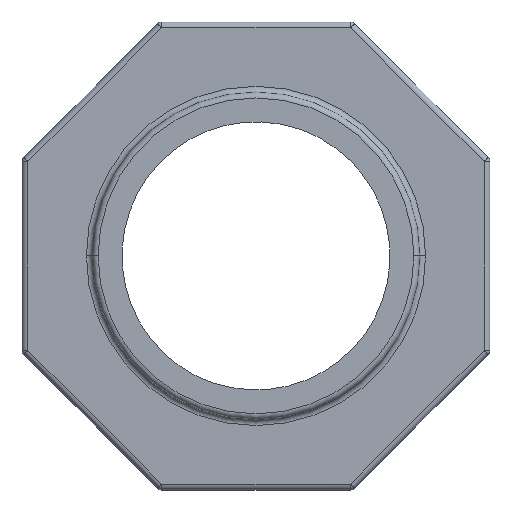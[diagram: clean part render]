
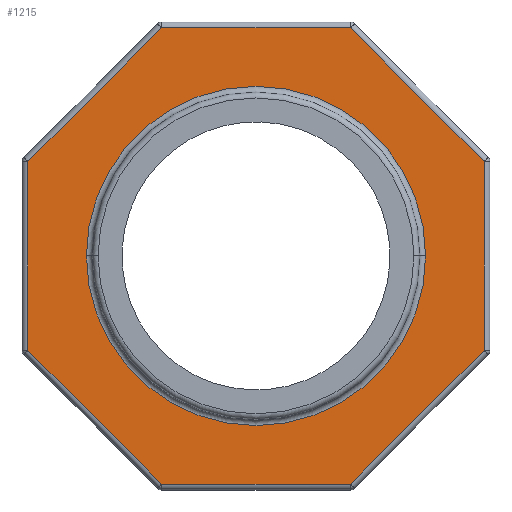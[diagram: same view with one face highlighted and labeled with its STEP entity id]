
A CAD part, top view. The second image highlights one B-rep face of the part: STEP entity #1215.
In plain terms, the highlighted planar face has unit normal (0, 0, 1).
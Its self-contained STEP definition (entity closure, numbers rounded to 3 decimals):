
#939=CARTESIAN_POINT('Vertex',(-16.154,-39.,45.)) ;
#1104=CARTESIAN_POINT('Vertex',(16.154,-39.,45.)) ;
#1130=CARTESIAN_POINT('Axis2P3D Location',(0.,0.,45.)) ;
#1135=CARTESIAN_POINT('Line Origine',(0.,39.,45.)) ;
#1139=CARTESIAN_POINT('Vertex',(16.154,39.,45.)) ;
#1141=CARTESIAN_POINT('Vertex',(-16.154,39.,45.)) ;
#1144=CARTESIAN_POINT('Line Origine',(-27.577,27.577,45.)) ;
#1148=CARTESIAN_POINT('Vertex',(-39.,16.154,45.)) ;
#1151=CARTESIAN_POINT('Line Origine',(-39.,0.,45.)) ;
#1155=CARTESIAN_POINT('Vertex',(-39.,-16.154,45.)) ;
#1158=CARTESIAN_POINT('Line Origine',(-27.577,-27.577,45.)) ;
#1163=CARTESIAN_POINT('Line Origine',(0.,-39.,45.)) ;
#1168=CARTESIAN_POINT('Line Origine',(27.577,-27.577,45.)) ;
#1172=CARTESIAN_POINT('Vertex',(39.,-16.154,45.)) ;
#1175=CARTESIAN_POINT('Line Origine',(39.,0.,45.)) ;
#1179=CARTESIAN_POINT('Vertex',(39.,16.154,45.)) ;
#1182=CARTESIAN_POINT('Line Origine',(27.577,27.577,45.)) ;
#1197=CARTESIAN_POINT('Axis2P3D Location',(0.,0.,45.)) ;
#1201=CARTESIAN_POINT('Vertex',(-29.,0.,45.)) ;
#1203=CARTESIAN_POINT('Vertex',(29.,0.,45.)) ;
#1206=CARTESIAN_POINT('Axis2P3D Location',(0.,0.,45.)) ;
#1131=DIRECTION('Axis2P3D Direction',(0.,0.,1.)) ;
#1132=DIRECTION('Axis2P3D XDirection',(1.,0.,0.)) ;
#1136=DIRECTION('Vector Direction',(1.,0.,0.)) ;
#1145=DIRECTION('Vector Direction',(0.707,0.707,0.)) ;
#1152=DIRECTION('Vector Direction',(0.,-1.,0.)) ;
#1159=DIRECTION('Vector Direction',(-0.707,0.707,0.)) ;
#1164=DIRECTION('Vector Direction',(-1.,0.,0.)) ;
#1169=DIRECTION('Vector Direction',(-0.707,-0.707,0.)) ;
#1176=DIRECTION('Vector Direction',(0.,1.,0.)) ;
#1183=DIRECTION('Vector Direction',(0.707,-0.707,0.)) ;
#1198=DIRECTION('Axis2P3D Direction',(0.,0.,1.)) ;
#1207=DIRECTION('Axis2P3D Direction',(0.,0.,1.)) ;
#1133=AXIS2_PLACEMENT_3D('Plane Axis2P3D',#1130,#1131,#1132) ;
#1199=AXIS2_PLACEMENT_3D('Circle Axis2P3D',#1197,#1198,$) ;
#1208=AXIS2_PLACEMENT_3D('Circle Axis2P3D',#1206,#1207,$) ;
#1188=ORIENTED_EDGE('',*,*,#1143,.T.) ;
#1189=ORIENTED_EDGE('',*,*,#1150,.T.) ;
#1190=ORIENTED_EDGE('',*,*,#1157,.T.) ;
#1191=ORIENTED_EDGE('',*,*,#1162,.T.) ;
#1192=ORIENTED_EDGE('',*,*,#1167,.T.) ;
#1193=ORIENTED_EDGE('',*,*,#1174,.T.) ;
#1194=ORIENTED_EDGE('',*,*,#1181,.T.) ;
#1195=ORIENTED_EDGE('',*,*,#1186,.T.) ;
#1212=ORIENTED_EDGE('',*,*,#1205,.T.) ;
#1213=ORIENTED_EDGE('',*,*,#1210,.T.) ;
#1214=FACE_BOUND('',#1211,.T.) ;
#1137=VECTOR('Line Direction',#1136,1.) ;
#1146=VECTOR('Line Direction',#1145,1.) ;
#1153=VECTOR('Line Direction',#1152,1.) ;
#1160=VECTOR('Line Direction',#1159,1.) ;
#1165=VECTOR('Line Direction',#1164,1.) ;
#1170=VECTOR('Line Direction',#1169,1.) ;
#1177=VECTOR('Line Direction',#1176,1.) ;
#1184=VECTOR('Line Direction',#1183,1.) ;
#1215=ADVANCED_FACE('PartBody',(#1196,#1214),#1134,.T.) ;
#1200=CIRCLE('generated circle',#1199,29.) ;
#1209=CIRCLE('generated circle',#1208,29.) ;
#1143=EDGE_CURVE('',#1140,#1142,#1138,.F.) ;
#1150=EDGE_CURVE('',#1142,#1149,#1147,.F.) ;
#1157=EDGE_CURVE('',#1149,#1156,#1154,.T.) ;
#1162=EDGE_CURVE('',#1156,#940,#1161,.F.) ;
#1167=EDGE_CURVE('',#940,#1105,#1166,.F.) ;
#1174=EDGE_CURVE('',#1105,#1173,#1171,.F.) ;
#1181=EDGE_CURVE('',#1173,#1180,#1178,.T.) ;
#1186=EDGE_CURVE('',#1180,#1140,#1185,.F.) ;
#1205=EDGE_CURVE('',#1202,#1204,#1200,.F.) ;
#1210=EDGE_CURVE('',#1204,#1202,#1209,.F.) ;
#1187=EDGE_LOOP('',(#1188,#1189,#1190,#1191,#1192,#1193,#1194,#1195)) ;
#1211=EDGE_LOOP('',(#1212,#1213)) ;
#1196=FACE_OUTER_BOUND('',#1187,.T.) ;
#1138=LINE('Line',#1135,#1137) ;
#1147=LINE('Line',#1144,#1146) ;
#1154=LINE('Line',#1151,#1153) ;
#1161=LINE('Line',#1158,#1160) ;
#1166=LINE('Line',#1163,#1165) ;
#1171=LINE('Line',#1168,#1170) ;
#1178=LINE('Line',#1175,#1177) ;
#1185=LINE('Line',#1182,#1184) ;
#1134=PLANE('Plane',#1133) ;
#940=VERTEX_POINT('',#939) ;
#1105=VERTEX_POINT('',#1104) ;
#1140=VERTEX_POINT('',#1139) ;
#1142=VERTEX_POINT('',#1141) ;
#1149=VERTEX_POINT('',#1148) ;
#1156=VERTEX_POINT('',#1155) ;
#1173=VERTEX_POINT('',#1172) ;
#1180=VERTEX_POINT('',#1179) ;
#1202=VERTEX_POINT('',#1201) ;
#1204=VERTEX_POINT('',#1203) ;
